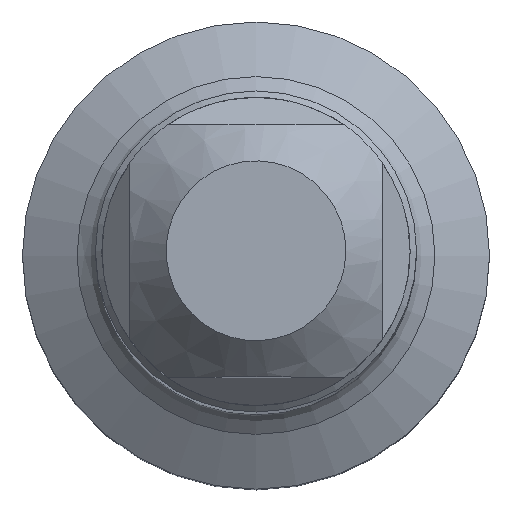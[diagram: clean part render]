
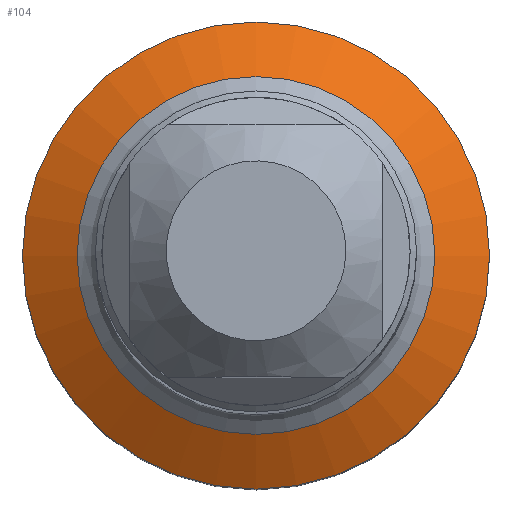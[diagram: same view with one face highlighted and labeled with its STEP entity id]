
A CAD part, top view. The second image highlights one B-rep face of the part: STEP entity #104.
In plain terms, the highlighted conical face has half-angle 60 degrees and reference radius 3.35 mm.
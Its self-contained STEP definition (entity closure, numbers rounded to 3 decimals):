
#94=CONICAL_SURFACE('',#380,3.35,60.);
#104=ADVANCED_FACE('',(#130,#131),#94,.T.);
#130=FACE_BOUND('',#150,.T.);
#131=FACE_BOUND('',#151,.T.);
#150=EDGE_LOOP('',(#182));
#151=EDGE_LOOP('',(#183));
#182=ORIENTED_EDGE('',*,*,#278,.T.);
#183=ORIENTED_EDGE('',*,*,#279,.F.);
#251=VERTEX_POINT('',#548);
#252=VERTEX_POINT('',#550);
#278=EDGE_CURVE('',#251,#251,#313,.T.);
#279=EDGE_CURVE('',#252,#252,#314,.T.);
#313=CIRCLE('',#378,3.9);
#314=CIRCLE('',#379,5.092);
#378=AXIS2_PLACEMENT_3D('',#547,#432,#433);
#379=AXIS2_PLACEMENT_3D('',#549,#434,#435);
#380=AXIS2_PLACEMENT_3D('',#551,#436,#437);
#432=DIRECTION('',(0.,0.,-1.));
#433=DIRECTION('',(-1.,0.,0.));
#434=DIRECTION('',(0.,0.,-1.));
#435=DIRECTION('',(-1.,0.,0.));
#436=DIRECTION('',(0.,0.,-1.));
#437=DIRECTION('',(-1.,0.,0.));
#547=CARTESIAN_POINT('',(0.,0.,-59.312));
#548=CARTESIAN_POINT('',(-3.9,0.,-59.312));
#549=CARTESIAN_POINT('',(0.,0.,-60.));
#550=CARTESIAN_POINT('',(-5.092,0.,-60.));
#551=CARTESIAN_POINT('',(0.,0.,-58.994));
